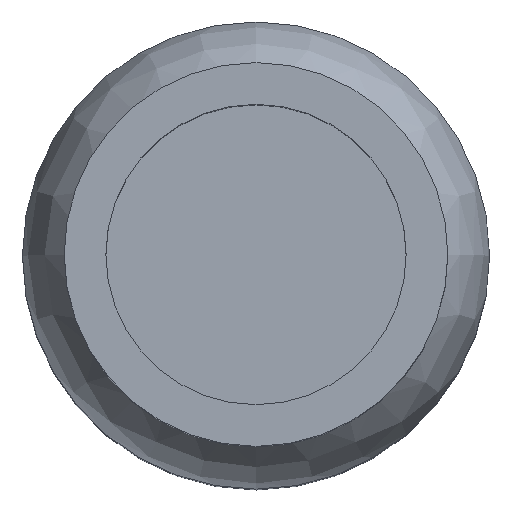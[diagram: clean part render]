
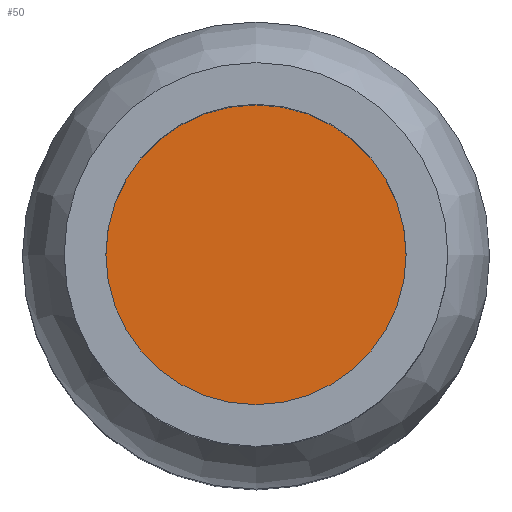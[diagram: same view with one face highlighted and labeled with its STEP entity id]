
A CAD part, top view. The second image highlights one B-rep face of the part: STEP entity #50.
In plain terms, the highlighted planar face has unit normal (0, 0, 1).
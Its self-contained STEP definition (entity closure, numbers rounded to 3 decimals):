
#50 = ADVANCED_FACE( '', ( #109 ), #110, .F. );
#109 = FACE_OUTER_BOUND( '', #212, .T. );
#110 = PLANE( '', #213 );
#212 = EDGE_LOOP( '', ( #316 ) );
#213 = AXIS2_PLACEMENT_3D( '', #317, #318, #319 );
#316 = ORIENTED_EDGE( '', *, *, #391, .F. );
#317 = CARTESIAN_POINT( '', ( 0., 0., 59.148 ) );
#318 = DIRECTION( '', ( 0., 0., -1. ) );
#319 = DIRECTION( '', ( -1., 0., 0. ) );
#391 = EDGE_CURVE( '', #431, #431, #432, .T. );
#431 = VERTEX_POINT( '', #477 );
#432 = CIRCLE( '', #478, 9. );
#477 = CARTESIAN_POINT( '', ( 9., 0., 59.148 ) );
#478 = AXIS2_PLACEMENT_3D( '', #526, #527, #528 );
#526 = CARTESIAN_POINT( '', ( 0., 0., 59.148 ) );
#527 = DIRECTION( '', ( 0., 0., -1. ) );
#528 = DIRECTION( '', ( 1., 0., 0. ) );
